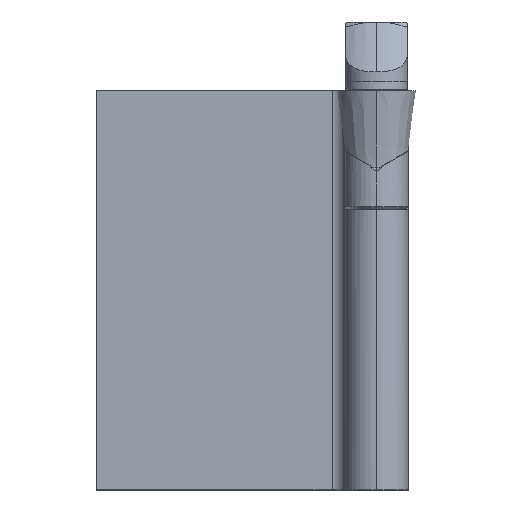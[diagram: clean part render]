
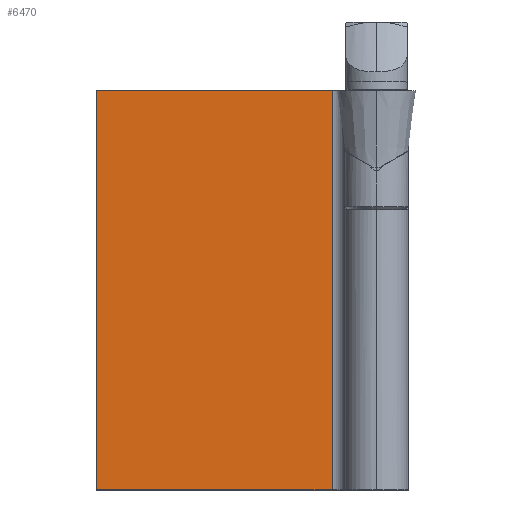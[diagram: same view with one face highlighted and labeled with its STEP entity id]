
A CAD part, left-side view. The second image highlights one B-rep face of the part: STEP entity #6470.
In plain terms, the highlighted planar face has unit normal (-1, 0, 0).
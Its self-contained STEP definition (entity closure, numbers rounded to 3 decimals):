
#88 = CARTESIAN_POINT ( 'NONE',  ( 19.4, 12.5, 0. ) ) ;
#288 = ORIENTED_EDGE ( 'NONE', *, *, #2379, .F. ) ;
#467 = LINE ( 'NONE', #1063, #1095 ) ;
#485 = VECTOR ( 'NONE', #1172, 1000. ) ;
#801 = VERTEX_POINT ( 'NONE', #6344 ) ;
#1063 = CARTESIAN_POINT ( 'NONE',  ( 19.4, -6.4, 219.478 ) ) ;
#1095 = VECTOR ( 'NONE', #3940, 1000. ) ;
#1172 = DIRECTION ( 'NONE',  ( 0., 0., -1. ) ) ;
#1227 = AXIS2_PLACEMENT_3D ( 'NONE', #3124, #4807, #1402 ) ;
#1229 = EDGE_CURVE ( 'NONE', #801, #7167, #1644, .T. ) ;
#1402 = DIRECTION ( 'NONE',  ( 0., -1., 0. ) ) ;
#1640 = EDGE_CURVE ( 'NONE', #2749, #2998, #6150, .T. ) ;
#1644 = LINE ( 'NONE', #6599, #4836 ) ;
#2379 = EDGE_CURVE ( 'NONE', #801, #2749, #467, .T. ) ;
#2449 = LINE ( 'NONE', #6263, #485 ) ;
#2496 = ORIENTED_EDGE ( 'NONE', *, *, #5670, .T. ) ;
#2749 = VERTEX_POINT ( 'NONE', #5835 ) ;
#2814 = CARTESIAN_POINT ( 'NONE',  ( 19.4, 0., -32. ) ) ;
#2998 = VERTEX_POINT ( 'NONE', #3515 ) ;
#3124 = CARTESIAN_POINT ( 'NONE',  ( 19.4, -6.4, 219.478 ) ) ;
#3401 = DIRECTION ( 'NONE',  ( 0., 1., 0. ) ) ;
#3415 = FACE_OUTER_BOUND ( 'NONE', #3635, .T. ) ;
#3451 = ORIENTED_EDGE ( 'NONE', *, *, #1640, .F. ) ;
#3515 = CARTESIAN_POINT ( 'NONE',  ( 19.4, 12.5, -32. ) ) ;
#3635 = EDGE_LOOP ( 'NONE', ( #3451, #288, #6977, #2496 ) ) ;
#3818 = DIRECTION ( 'NONE',  ( 0., 1., 0. ) ) ;
#3940 = DIRECTION ( 'NONE',  ( 0., 0., -1. ) ) ;
#4204 = PLANE ( 'NONE',  #1227 ) ;
#4807 = DIRECTION ( 'NONE',  ( -1., 0., 0. ) ) ;
#4836 = VECTOR ( 'NONE', #3818, 1000. ) ;
#5090 = VECTOR ( 'NONE', #3401, 1000. ) ;
#5670 = EDGE_CURVE ( 'NONE', #7167, #2998, #2449, .T. ) ;
#5835 = CARTESIAN_POINT ( 'NONE',  ( 19.4, -6.4, -32. ) ) ;
#6150 = LINE ( 'NONE', #2814, #5090 ) ;
#6263 = CARTESIAN_POINT ( 'NONE',  ( 19.4, 12.5, 219.478 ) ) ;
#6344 = CARTESIAN_POINT ( 'NONE',  ( 19.4, -6.4, 0. ) ) ;
#6470 = ADVANCED_FACE ( 'NONE', ( #3415 ), #4204, .T. ) ;
#6599 = CARTESIAN_POINT ( 'NONE',  ( 19.4, 0., 0. ) ) ;
#6977 = ORIENTED_EDGE ( 'NONE', *, *, #1229, .T. ) ;
#7167 = VERTEX_POINT ( 'NONE', #88 ) ;
